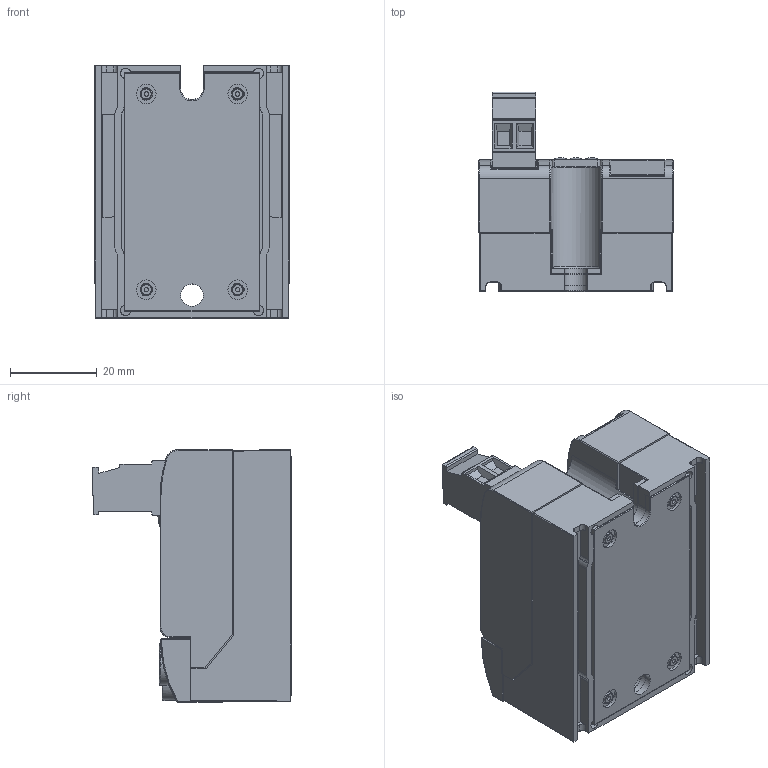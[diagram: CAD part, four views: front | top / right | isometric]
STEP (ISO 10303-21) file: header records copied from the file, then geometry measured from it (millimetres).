
FILE_DESCRIPTION((''),'2;1');
FILE_NAME('GQ-2012_ASM','2014-07-22T',('dino.zobba'),(''),'PRO/ENGINEER BY PARAMETRIC TECHNOLOGY CORPORATION, 2010480','PRO/ENGINEER BY PARAMETRIC TECHNOLOGY CORPORATION, 2010480','');
FILE_SCHEMA(('CONFIG_CONTROL_DESIGN'));
Products named in the file (15): 51915_INVOLUCRO_BASE; PIA031_PIASTRA_BASE; 51916_CARTER_ISOLAMENTO_NEW; DADO_M4; CTT125_CONTATTO_POWER; 453410_PCB; CTT126_CONTATTO_GATE; 51868_INVOLUCRO_SUPERIORE; 51870_TAPPO_GUIDA_LED; 51869_INVOLUCRO_CARTER_VITI; MOV; VITE_MORSETTO; CONTATTO_2PM_PTH_; CONN_2PM_1792016; GQ-2012_ASM
Assembly tree (20 placements, depth 2):
  GQ-2012_ASM
    51915_INVOLUCRO_BASE
    PIA031_PIASTRA_BASE
    51916_CARTER_ISOLAMENTO_NEW
    DADO_M4  x2
    CTT125_CONTATTO_POWER  x2
    453410_PCB
    CTT126_CONTATTO_GATE  x4
    51868_INVOLUCRO_SUPERIORE
    51870_TAPPO_GUIDA_LED
    51869_INVOLUCRO_CARTER_VITI
    MOV
    VITE_MORSETTO  x2
    CONTATTO_2PM_PTH_
    CONN_2PM_1792016
Bounding box: 44.77 x 45.89 x 58.16 mm (x, y, z)
Volume: 33738.4 mm3; surface area: 46616.5 mm2
Topology: 22 solids, 22 shells, 4393 faces, 12221 edges, 7990 vertices
Faces by surface type: plane 3348, cylinder 707, torus 138, cone 76, bspline 72, sphere 36, extrusion 16
Entity records: 133031 total; most frequent: CARTESIAN_POINT 29644, ORIENTED_EDGE 22376, DIRECTION 19930, EDGE_CURVE 11188, VECTOR 9302, LINE 9290, VERTEX_POINT 7319, AXIS2_PLACEMENT_3D 5314
